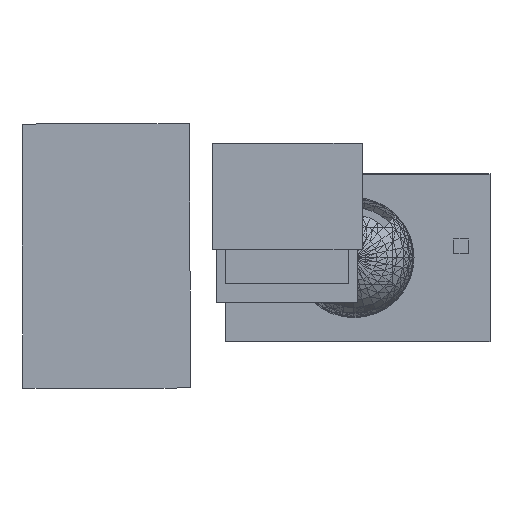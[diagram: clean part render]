
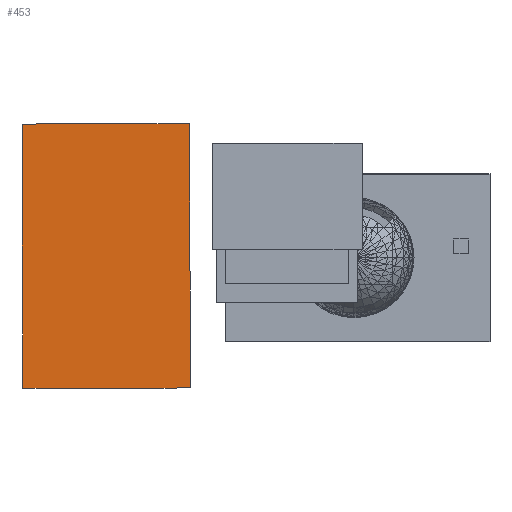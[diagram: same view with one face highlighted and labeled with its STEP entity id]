
A CAD part, top view. The second image highlights one B-rep face of the part: STEP entity #453.
In plain terms, the highlighted face is planar.
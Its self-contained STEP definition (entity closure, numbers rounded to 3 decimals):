
#453 = ADVANCED_FACE('',(#454),#552,.F.);
#454 = FACE_BOUND('',#455,.F.);
#455 = EDGE_LOOP('',(#456,#466,#474,#482,#490,#498,#506,#514,#522,#530,
    #538,#546));
#456 = ORIENTED_EDGE('',*,*,#457,.T.);
#457 = EDGE_CURVE('',#458,#460,#462,.T.);
#458 = VERTEX_POINT('',#459);
#459 = CARTESIAN_POINT('',(-0.15,0.02,
    -0.009));
#460 = VERTEX_POINT('',#461);
#461 = CARTESIAN_POINT('',(-0.15,0.076,
    -0.009));
#462 = LINE('',#463,#464);
#463 = CARTESIAN_POINT('',(-0.15,0.02,
    -0.009));
#464 = VECTOR('',#465,1.);
#465 = DIRECTION('',(-0.003,1.,0.));
#466 = ORIENTED_EDGE('',*,*,#467,.T.);
#467 = EDGE_CURVE('',#460,#468,#470,.T.);
#468 = VERTEX_POINT('',#469);
#469 = CARTESIAN_POINT('',(-0.12,0.076,
    -0.009));
#470 = LINE('',#471,#472);
#471 = CARTESIAN_POINT('',(-0.15,0.076,
    -0.009));
#472 = VECTOR('',#473,1.);
#473 = DIRECTION('',(1.,0.003,0.));
#474 = ORIENTED_EDGE('',*,*,#475,.T.);
#475 = EDGE_CURVE('',#468,#476,#478,.T.);
#476 = VERTEX_POINT('',#477);
#477 = CARTESIAN_POINT('',(-0.088,0.076,
    -0.009));
#478 = LINE('',#479,#480);
#479 = CARTESIAN_POINT('',(-0.12,0.076,
    -0.009));
#480 = VECTOR('',#481,1.);
#481 = DIRECTION('',(1.,0.003,0.));
#482 = ORIENTED_EDGE('',*,*,#483,.T.);
#483 = EDGE_CURVE('',#476,#484,#486,.T.);
#484 = VERTEX_POINT('',#485);
#485 = CARTESIAN_POINT('',(-0.055,0.076,
    -0.009));
#486 = LINE('',#487,#488);
#487 = CARTESIAN_POINT('',(-0.088,0.076,
    -0.009));
#488 = VECTOR('',#489,1.);
#489 = DIRECTION('',(1.,0.003,0.));
#490 = ORIENTED_EDGE('',*,*,#491,.T.);
#491 = EDGE_CURVE('',#484,#492,#494,.T.);
#492 = VERTEX_POINT('',#493);
#493 = CARTESIAN_POINT('',(-0.055,0.021,
    -0.009));
#494 = LINE('',#495,#496);
#495 = CARTESIAN_POINT('',(-0.055,0.076,
    -0.009));
#496 = VECTOR('',#497,1.);
#497 = DIRECTION('',(0.003,-1.,0.));
#498 = ORIENTED_EDGE('',*,*,#499,.T.);
#499 = EDGE_CURVE('',#492,#500,#502,.T.);
#500 = VERTEX_POINT('',#501);
#501 = CARTESIAN_POINT('',(-0.055,-0.021,
    -0.009));
#502 = LINE('',#503,#504);
#503 = CARTESIAN_POINT('',(-0.055,0.021,
    -0.009));
#504 = VECTOR('',#505,1.);
#505 = DIRECTION('',(0.003,-1.,0.));
#506 = ORIENTED_EDGE('',*,*,#507,.T.);
#507 = EDGE_CURVE('',#500,#508,#510,.T.);
#508 = VERTEX_POINT('',#509);
#509 = CARTESIAN_POINT('',(-0.055,-0.074,
    -0.009));
#510 = LINE('',#511,#512);
#511 = CARTESIAN_POINT('',(-0.055,-0.021,
    -0.009));
#512 = VECTOR('',#513,1.);
#513 = DIRECTION('',(0.003,-1.,0.));
#514 = ORIENTED_EDGE('',*,*,#515,.T.);
#515 = EDGE_CURVE('',#508,#516,#518,.T.);
#516 = VERTEX_POINT('',#517);
#517 = CARTESIAN_POINT('',(-0.087,-0.074,
    -0.009));
#518 = LINE('',#519,#520);
#519 = CARTESIAN_POINT('',(-0.055,-0.074,
    -0.009));
#520 = VECTOR('',#521,1.);
#521 = DIRECTION('',(-1.,-0.003,0.));
#522 = ORIENTED_EDGE('',*,*,#523,.T.);
#523 = EDGE_CURVE('',#516,#524,#526,.T.);
#524 = VERTEX_POINT('',#525);
#525 = CARTESIAN_POINT('',(-0.12,-0.074,
    -0.009));
#526 = LINE('',#527,#528);
#527 = CARTESIAN_POINT('',(-0.087,-0.074,
    -0.009));
#528 = VECTOR('',#529,1.);
#529 = DIRECTION('',(-1.,-0.003,0.));
#530 = ORIENTED_EDGE('',*,*,#531,.T.);
#531 = EDGE_CURVE('',#524,#532,#534,.T.);
#532 = VERTEX_POINT('',#533);
#533 = CARTESIAN_POINT('',(-0.15,-0.074,
    -0.009));
#534 = LINE('',#535,#536);
#535 = CARTESIAN_POINT('',(-0.12,-0.074,
    -0.009));
#536 = VECTOR('',#537,1.);
#537 = DIRECTION('',(-1.,-0.003,0.));
#538 = ORIENTED_EDGE('',*,*,#539,.T.);
#539 = EDGE_CURVE('',#532,#540,#542,.T.);
#540 = VERTEX_POINT('',#541);
#541 = CARTESIAN_POINT('',(-0.15,-0.021,
    -0.009));
#542 = LINE('',#543,#544);
#543 = CARTESIAN_POINT('',(-0.15,-0.074,
    -0.009));
#544 = VECTOR('',#545,1.);
#545 = DIRECTION('',(-0.003,1.,0.));
#546 = ORIENTED_EDGE('',*,*,#547,.T.);
#547 = EDGE_CURVE('',#540,#458,#548,.T.);
#548 = LINE('',#549,#550);
#549 = CARTESIAN_POINT('',(-0.15,-0.021,
    -0.009));
#550 = VECTOR('',#551,1.);
#551 = DIRECTION('',(-0.003,1.,0.));
#552 = PLANE('',#553);
#553 = AXIS2_PLACEMENT_3D('',#554,#555,#556);
#554 = CARTESIAN_POINT('',(-0.103,0.001,
    -0.009));
#555 = DIRECTION('',(-0.,-0.,-1.));
#556 = DIRECTION('',(-1.,0.,0.));
